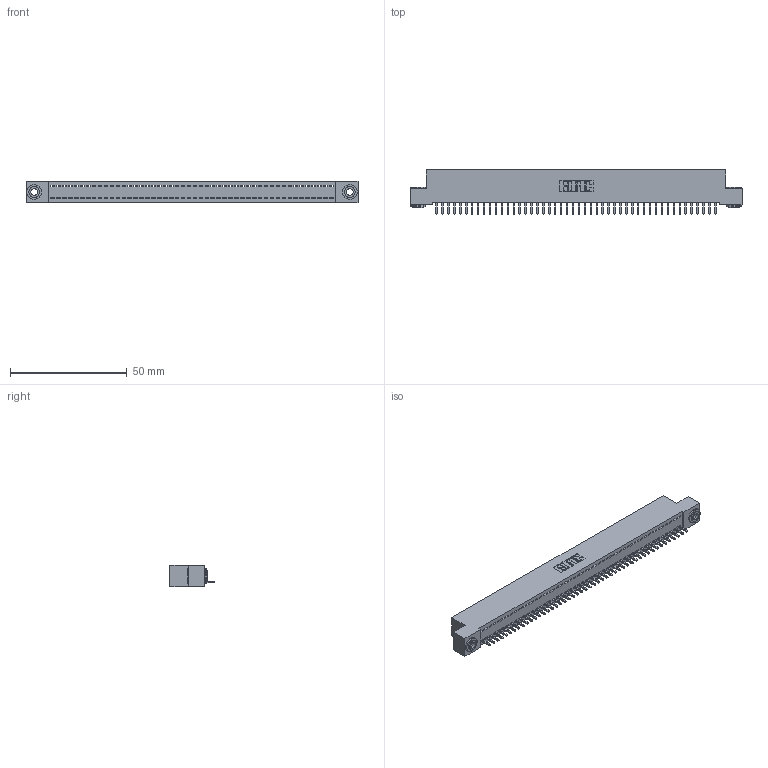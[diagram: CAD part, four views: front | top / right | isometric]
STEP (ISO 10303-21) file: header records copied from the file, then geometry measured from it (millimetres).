
FILE_DESCRIPTION (( 'STEP AP203' ), '1' );
FILE_NAME ('392-048-521-103.STEP', '2019-10-08T00:45:20', ( '' ), ( '' ), 'SwSTEP 2.0', 'SolidWorks 2016', '' );
FILE_SCHEMA (( 'CONFIG_CONTROL_DESIGN' ));
Length unit declared in the file: inch
Products named in the file (4): 342 Part_.156 TH; 345-292-001_345-293-121; 342-250-002_345-250-002-102; 392-048-521-103
Assembly tree (51 placements, depth 2):
  392-048-521-103
    342 Part_.156 TH
    345-292-001_345-293-121  x48
    342-250-002_345-250-002-102  x2
Bounding box: 142.24 x 19.06 x 9.4 mm (x, y, z)
Volume: 12380 mm3; surface area: 17993.4 mm2
Topology: 51 solids, 51 shells, 2932 faces, 8823 edges, 5814 vertices
Faces by surface type: plane 2092, cylinder 832, cone 8
Entity records: 29104 total; most frequent: CARTESIAN_POINT 4997, ORIENTED_EDGE 4974, DIRECTION 4237, EDGE_CURVE 2487, VECTOR 2335, LINE 2335, VERTEX_POINT 1654, AXIS2_PLACEMENT_3D 951
